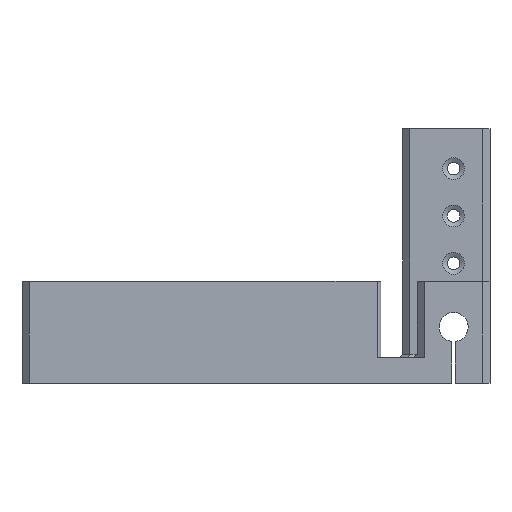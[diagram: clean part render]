
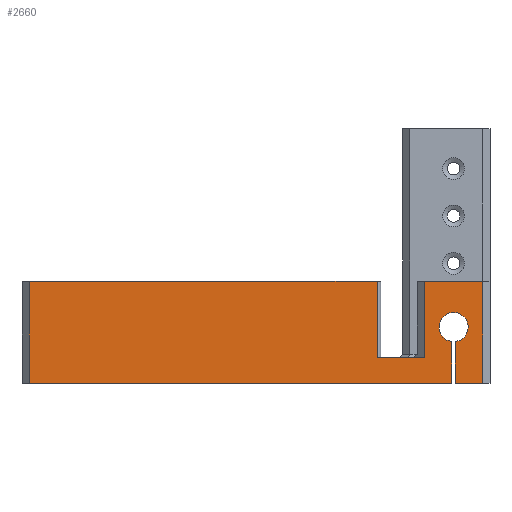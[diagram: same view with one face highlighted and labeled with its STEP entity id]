
A CAD part, front view. The second image highlights one B-rep face of the part: STEP entity #2660.
In plain terms, the highlighted planar face has unit normal (0, -1, 0).
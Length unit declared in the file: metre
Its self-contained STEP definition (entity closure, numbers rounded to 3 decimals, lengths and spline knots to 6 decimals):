
#118=CIRCLE('',#2861,0.004);
#314=ORIENTED_EDGE('',*,*,#965,.T.);
#315=ORIENTED_EDGE('',*,*,#1044,.F.);
#316=ORIENTED_EDGE('',*,*,#1045,.F.);
#317=ORIENTED_EDGE('',*,*,#1046,.F.);
#318=ORIENTED_EDGE('',*,*,#1047,.F.);
#319=ORIENTED_EDGE('',*,*,#1048,.F.);
#320=ORIENTED_EDGE('',*,*,#994,.T.);
#321=ORIENTED_EDGE('',*,*,#1049,.T.);
#322=ORIENTED_EDGE('',*,*,#1050,.T.);
#323=ORIENTED_EDGE('',*,*,#1051,.F.);
#324=ORIENTED_EDGE('',*,*,#1052,.T.);
#325=ORIENTED_EDGE('',*,*,#1053,.F.);
#965=EDGE_CURVE('',#1333,#1332,#1599,.T.);
#994=EDGE_CURVE('',#1362,#1361,#1618,.T.);
#1044=EDGE_CURVE('',#1408,#1332,#1650,.T.);
#1045=EDGE_CURVE('',#1409,#1408,#1651,.T.);
#1046=EDGE_CURVE('',#1410,#1409,#1652,.T.);
#1047=EDGE_CURVE('',#1411,#1410,#1653,.T.);
#1048=EDGE_CURVE('',#1362,#1411,#1654,.T.);
#1049=EDGE_CURVE('',#1361,#1412,#1655,.T.);
#1050=EDGE_CURVE('',#1412,#1413,#118,.T.);
#1051=EDGE_CURVE('',#1414,#1413,#1656,.T.);
#1052=EDGE_CURVE('',#1414,#1415,#1657,.T.);
#1053=EDGE_CURVE('',#1333,#1415,#1658,.T.);
#1332=VERTEX_POINT('',#3948);
#1333=VERTEX_POINT('',#3950);
#1361=VERTEX_POINT('',#4007);
#1362=VERTEX_POINT('',#4009);
#1408=VERTEX_POINT('',#4116);
#1409=VERTEX_POINT('',#4118);
#1410=VERTEX_POINT('',#4120);
#1411=VERTEX_POINT('',#4122);
#1412=VERTEX_POINT('',#4125);
#1413=VERTEX_POINT('',#4127);
#1414=VERTEX_POINT('',#4129);
#1415=VERTEX_POINT('',#4131);
#1599=LINE('',#3949,#1829);
#1618=LINE('',#4008,#1848);
#1650=LINE('',#4115,#1880);
#1651=LINE('',#4117,#1881);
#1652=LINE('',#4119,#1882);
#1653=LINE('',#4121,#1883);
#1654=LINE('',#4123,#1884);
#1655=LINE('',#4124,#1885);
#1656=LINE('',#4128,#1886);
#1657=LINE('',#4130,#1887);
#1658=LINE('',#4132,#1888);
#1829=VECTOR('',#3125,1.);
#1848=VECTOR('',#3166,1.);
#1880=VECTOR('',#3256,1.);
#1881=VECTOR('',#3257,1.);
#1882=VECTOR('',#3258,1.);
#1883=VECTOR('',#3259,1.);
#1884=VECTOR('',#3260,1.);
#1885=VECTOR('',#3261,1.);
#1886=VECTOR('',#3264,1.);
#1887=VECTOR('',#3265,1.);
#1888=VECTOR('',#3266,1.);
#2091=EDGE_LOOP('',(#314,#315,#316,#317,#318,#319,#320,#321,#322,#323,#324,
#325));
#2345=FACE_BOUND('',#2091,.T.);
#2568=PLANE('',#2860);
#2660=ADVANCED_FACE('',(#2345),#2568,.T.);
#2860=AXIS2_PLACEMENT_3D('',#4114,#3254,#3255);
#2861=AXIS2_PLACEMENT_3D('',#4126,#3262,#3263);
#3125=DIRECTION('',(-1.,0.,0.));
#3166=DIRECTION('',(1.,0.,0.));
#3254=DIRECTION('',(0.,-1.,0.));
#3255=DIRECTION('',(0.,0.,-1.));
#3256=DIRECTION('',(0.,0.,1.));
#3257=DIRECTION('',(1.,0.,0.));
#3258=DIRECTION('',(0.,0.,-1.));
#3259=DIRECTION('',(1.,0.,0.));
#3260=DIRECTION('',(0.,0.,1.));
#3261=DIRECTION('',(0.,0.,1.));
#3262=DIRECTION('',(0.,1.,0.));
#3263=DIRECTION('',(0.,0.,-1.));
#3264=DIRECTION('',(0.,0.,1.));
#3265=DIRECTION('',(1.,0.,0.));
#3266=DIRECTION('',(0.,0.,-1.));
#3948=CARTESIAN_POINT('',(0.247198,-0.042,0.028));
#3949=CARTESIAN_POINT('',(0.255198,-0.042,0.028));
#3950=CARTESIAN_POINT('',(0.263198,-0.042,0.028));
#4007=CARTESIAN_POINT('',(0.254698,-0.042,0.));
#4008=CARTESIAN_POINT('',(0.204198,-0.042,0.));
#4009=CARTESIAN_POINT('',(0.138698,-0.042,0.));
#4114=CARTESIAN_POINT('',(0.204198,-0.042,0.007));
#4115=CARTESIAN_POINT('',(0.247198,-0.042,0.007));
#4116=CARTESIAN_POINT('',(0.247198,-0.042,0.007));
#4117=CARTESIAN_POINT('',(0.204198,-0.042,0.007));
#4118=CARTESIAN_POINT('',(0.234198,-0.042,0.007));
#4119=CARTESIAN_POINT('',(0.234198,-0.042,0.007));
#4120=CARTESIAN_POINT('',(0.234198,-0.042,0.028));
#4121=CARTESIAN_POINT('',(0.180948,-0.042,0.028));
#4122=CARTESIAN_POINT('',(0.138698,-0.042,0.028));
#4123=CARTESIAN_POINT('',(0.138698,-0.042,0.007));
#4124=CARTESIAN_POINT('',(0.254698,-0.042,0.005766));
#4125=CARTESIAN_POINT('',(0.254698,-0.042,0.011531));
#4126=CARTESIAN_POINT('',(0.255198,-0.042,0.0155));
#4127=CARTESIAN_POINT('',(0.255698,-0.042,0.011531));
#4128=CARTESIAN_POINT('',(0.255698,-0.042,0.005766));
#4129=CARTESIAN_POINT('',(0.255698,-0.042,0.));
#4130=CARTESIAN_POINT('',(0.204198,-0.042,0.));
#4131=CARTESIAN_POINT('',(0.263198,-0.042,0.));
#4132=CARTESIAN_POINT('',(0.263198,-0.042,0.));
